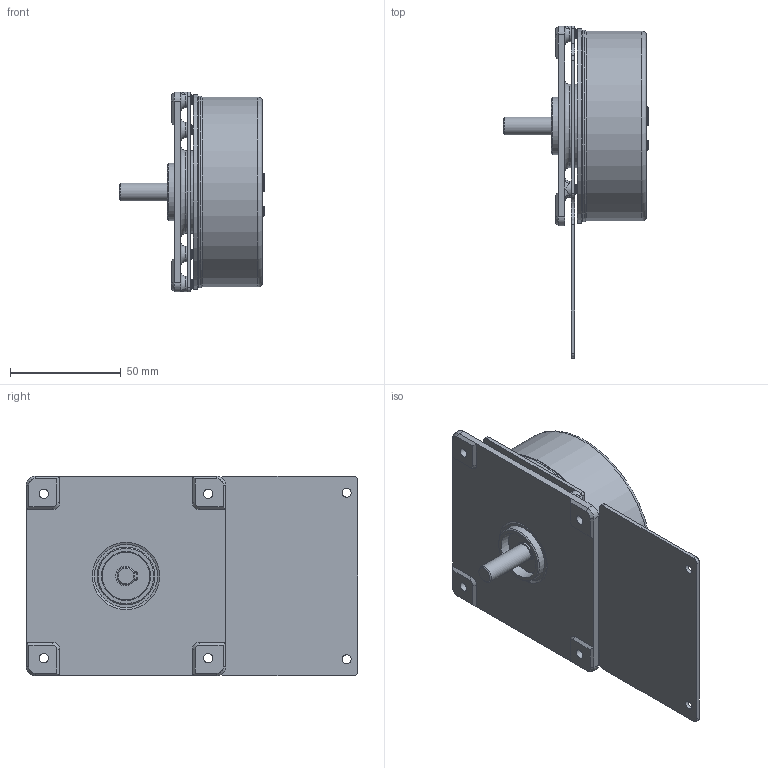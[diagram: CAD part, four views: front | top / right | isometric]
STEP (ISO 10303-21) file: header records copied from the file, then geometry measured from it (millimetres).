
FILE_DESCRIPTION((''),'2;1');
FILE_NAME('73820_OUTER.stp','2014-05-22T11:27:33',('ampex83'),(''),'Autodesk Inventor 2011','Autodesk Inventor 2011','');
FILE_SCHEMA(('AUTOMOTIVE_DESIGN { 1 0 10303 214 1 1 1 1 }'));
Length unit declared in the file: millimetre
Products named in the file (1): 부품26
Bounding box: 65.7 x 149.5 x 90 mm (x, y, z)
Volume: 209966.8 mm3; surface area: 67340.8 mm2
Topology: 1 solids, 6 shells, 395 faces, 1040 edges, 671 vertices
Faces by surface type: plane 183, bspline 92, cylinder 62, cone 35, torus 23
Full cylindrical faces by diameter (mm): 2.24 x4, 2.3 x4, 2.6 x4, 4 x2, 4.2 x4, 7 x4, 7.1 x1, 8 x3, 17 x1, 22 x1, 25 x1, 26 x1, 37.5 x1, 37.7 x1, 74 x1, 83.4 x1, 85.8 x1, 86.8 x1, 88 x1
Entity records: 21206 total; most frequent: CARTESIAN_POINT 12294, ORIENTED_EDGE 1872, DIRECTION 1370, EDGE_CURVE 936, VERTEX_POINT 658, EDGE_LOOP 522, AXIS2_PLACEMENT_3D 506, STYLED_ITEM 396
